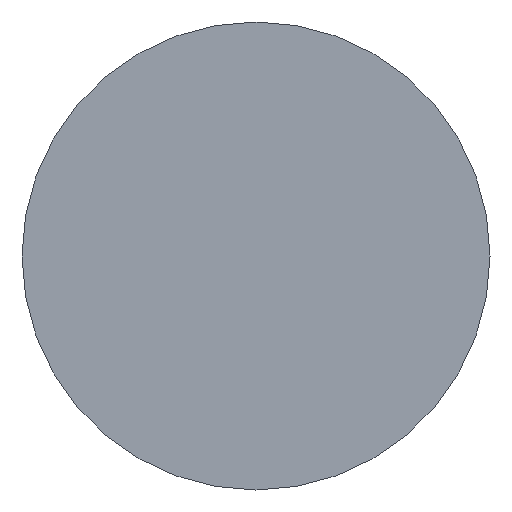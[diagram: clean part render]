
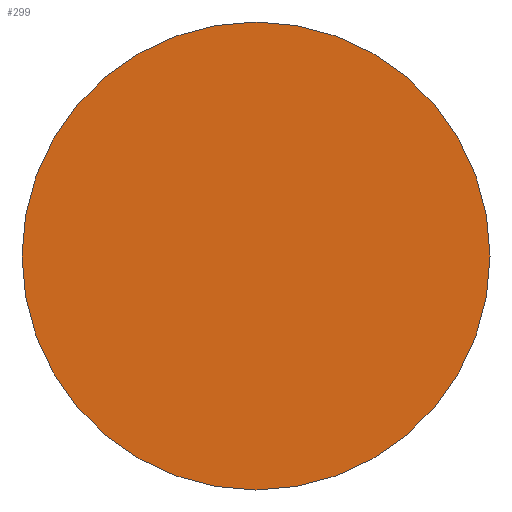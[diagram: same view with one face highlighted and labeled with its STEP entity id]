
A CAD part, front view. The second image highlights one B-rep face of the part: STEP entity #299.
In plain terms, the highlighted planar face has unit normal (0, -1, 0).
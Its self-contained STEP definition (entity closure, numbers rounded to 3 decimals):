
#69=FACE_OUTER_BOUND('',#87,.T.);
#87=EDGE_LOOP('',(#278,#279));
#117=CIRCLE('',#364,75.);
#118=CIRCLE('',#365,75.);
#149=VERTEX_POINT('',#562);
#150=VERTEX_POINT('',#563);
#191=EDGE_CURVE('',#149,#150,#117,.T.);
#192=EDGE_CURVE('',#150,#149,#118,.T.);
#278=ORIENTED_EDGE('',*,*,#191,.T.);
#279=ORIENTED_EDGE('',*,*,#192,.T.);
#283=PLANE('',#367);
#299=ADVANCED_FACE('',(#69),#283,.T.);
#364=AXIS2_PLACEMENT_3D('',#564,#469,#470);
#365=AXIS2_PLACEMENT_3D('',#565,#471,#472);
#367=AXIS2_PLACEMENT_3D('',#567,#475,#476);
#469=DIRECTION('center_axis',(0.,-1.,0.));
#470=DIRECTION('ref_axis',(1.,0.,0.));
#471=DIRECTION('center_axis',(0.,-1.,0.));
#472=DIRECTION('ref_axis',(1.,0.,0.));
#475=DIRECTION('center_axis',(0.,-1.,0.));
#476=DIRECTION('ref_axis',(0.,0.,-1.));
#562=CARTESIAN_POINT('',(75.,0.,0.));
#563=CARTESIAN_POINT('',(0.,0.,75.));
#564=CARTESIAN_POINT('Origin',(0.,0.,0.));
#565=CARTESIAN_POINT('Origin',(0.,0.,0.));
#567=CARTESIAN_POINT('Origin',(0.,0.,0.));
